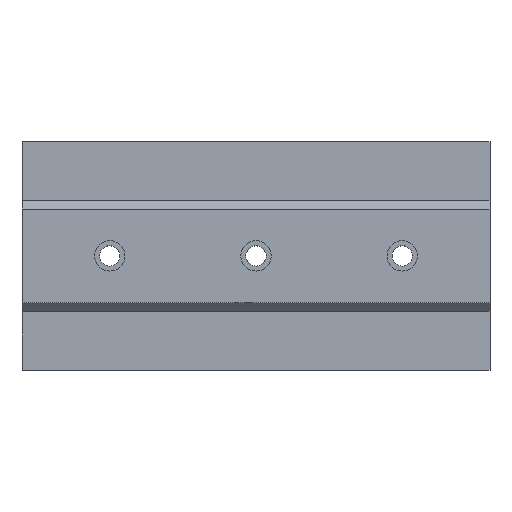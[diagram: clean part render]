
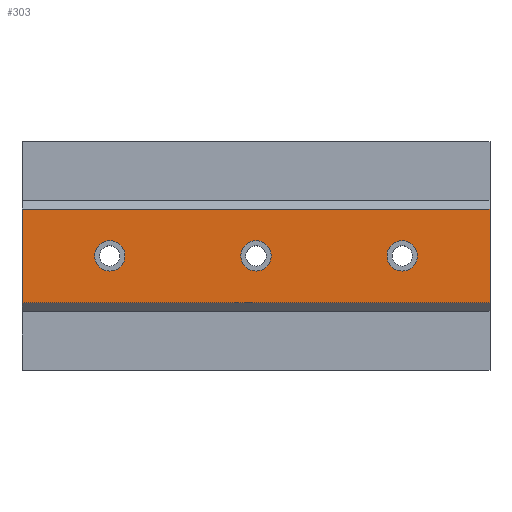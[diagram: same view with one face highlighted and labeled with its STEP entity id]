
A CAD part, top view. The second image highlights one B-rep face of the part: STEP entity #303.
In plain terms, the highlighted planar face has unit normal (0, 0, 1).
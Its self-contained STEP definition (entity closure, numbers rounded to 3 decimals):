
#19 = VERTEX_POINT ( 'NONE', #385 ) ;
#40 = EDGE_CURVE ( 'NONE', #859, #467, #636, .T. ) ;
#66 = DIRECTION ( 'NONE',  ( 1., 0., 0. ) ) ;
#75 = FACE_BOUND ( 'NONE', #250, .T. ) ;
#87 = AXIS2_PLACEMENT_3D ( 'NONE', #1369, #1505, #1138 ) ;
#125 = ORIENTED_EDGE ( 'NONE', *, *, #1375, .T. ) ;
#140 = LINE ( 'NONE', #1104, #510 ) ;
#167 = CARTESIAN_POINT ( 'NONE',  ( 0., -8., 16.3 ) ) ;
#206 = CARTESIAN_POINT ( 'NONE',  ( 80., 0., 16.3 ) ) ;
#218 = EDGE_LOOP ( 'NONE', ( #699, #627, #1285, #1272 ) ) ;
#229 = EDGE_CURVE ( 'NONE', #1060, #630, #1142, .T. ) ;
#248 = ORIENTED_EDGE ( 'NONE', *, *, #1274, .T. ) ;
#250 = EDGE_LOOP ( 'NONE', ( #125, #1236 ) ) ;
#259 = CIRCLE ( 'NONE', #1270, 2.6 ) ;
#267 = AXIS2_PLACEMENT_3D ( 'NONE', #861, #1332, #1316 ) ;
#274 = EDGE_CURVE ( 'NONE', #660, #1427, #1383, .T. ) ;
#303 = ADVANCED_FACE ( 'NONE', ( #75, #417, #1072, #1303 ), #1116, .T. ) ;
#335 = DIRECTION ( 'NONE',  ( -1., 0., 0. ) ) ;
#352 = VECTOR ( 'NONE', #1429, 1000. ) ;
#385 = CARTESIAN_POINT ( 'NONE',  ( 42.6, 0., 16.3 ) ) ;
#408 = CARTESIAN_POINT ( 'NONE',  ( 40., 0., 16.3 ) ) ;
#417 = FACE_BOUND ( 'NONE', #1428, .T. ) ;
#454 = AXIS2_PLACEMENT_3D ( 'NONE', #1306, #1071, #335 ) ;
#467 = VERTEX_POINT ( 'NONE', #1143 ) ;
#510 = VECTOR ( 'NONE', #742, 1000. ) ;
#603 = AXIS2_PLACEMENT_3D ( 'NONE', #1351, #623, #633 ) ;
#615 = DIRECTION ( 'NONE',  ( 0., 0., -1. ) ) ;
#623 = DIRECTION ( 'NONE',  ( 0., 0., 1. ) ) ;
#627 = ORIENTED_EDGE ( 'NONE', *, *, #40, .F. ) ;
#630 = VERTEX_POINT ( 'NONE', #1533 ) ;
#633 = DIRECTION ( 'NONE',  ( 1., 0., 0. ) ) ;
#636 = LINE ( 'NONE', #648, #967 ) ;
#646 = DIRECTION ( 'NONE',  ( 0., 0., -1. ) ) ;
#648 = CARTESIAN_POINT ( 'NONE',  ( 80., 8., 16.3 ) ) ;
#660 = VERTEX_POINT ( 'NONE', #1553 ) ;
#699 = ORIENTED_EDGE ( 'NONE', *, *, #724, .T. ) ;
#724 = EDGE_CURVE ( 'NONE', #1326, #467, #1421, .T. ) ;
#726 = CARTESIAN_POINT ( 'NONE',  ( 15., 0., 16.3 ) ) ;
#728 = CARTESIAN_POINT ( 'NONE',  ( 80., -8., 16.3 ) ) ;
#742 = DIRECTION ( 'NONE',  ( 0., 1., 0. ) ) ;
#749 = CIRCLE ( 'NONE', #803, 2.6 ) ;
#770 = LINE ( 'NONE', #1077, #352 ) ;
#793 = CARTESIAN_POINT ( 'NONE',  ( 67.6, 0., 16.3 ) ) ;
#803 = AXIS2_PLACEMENT_3D ( 'NONE', #408, #646, #901 ) ;
#805 = EDGE_CURVE ( 'NONE', #1427, #660, #259, .T. ) ;
#817 = ORIENTED_EDGE ( 'NONE', *, *, #805, .T. ) ;
#859 = VERTEX_POINT ( 'NONE', #1328 ) ;
#861 = CARTESIAN_POINT ( 'NONE',  ( 65., 0., 16.3 ) ) ;
#866 = EDGE_CURVE ( 'NONE', #1449, #859, #140, .T. ) ;
#884 = CARTESIAN_POINT ( 'NONE',  ( 37.4, 0., 16.3 ) ) ;
#901 = DIRECTION ( 'NONE',  ( -1., 0., 0. ) ) ;
#959 = EDGE_LOOP ( 'NONE', ( #248, #1032 ) ) ;
#967 = VECTOR ( 'NONE', #66, 1000. ) ;
#979 = CARTESIAN_POINT ( 'NONE',  ( 15., 0., 16.3 ) ) ;
#993 = ORIENTED_EDGE ( 'NONE', *, *, #274, .T. ) ;
#1032 = ORIENTED_EDGE ( 'NONE', *, *, #229, .T. ) ;
#1060 = VERTEX_POINT ( 'NONE', #793 ) ;
#1069 = VECTOR ( 'NONE', #1180, 1000. ) ;
#1071 = DIRECTION ( 'NONE',  ( 0., 0., -1. ) ) ;
#1072 = FACE_BOUND ( 'NONE', #959, .T. ) ;
#1077 = CARTESIAN_POINT ( 'NONE',  ( 80., -8., 16.3 ) ) ;
#1100 = DIRECTION ( 'NONE',  ( -1., 0., 0. ) ) ;
#1104 = CARTESIAN_POINT ( 'NONE',  ( 0., 0., 16.3 ) ) ;
#1116 = PLANE ( 'NONE',  #603 ) ;
#1138 = DIRECTION ( 'NONE',  ( -1., 0., 0. ) ) ;
#1142 = CIRCLE ( 'NONE', #267, 2.6 ) ;
#1143 = CARTESIAN_POINT ( 'NONE',  ( 80., 8., 16.3 ) ) ;
#1175 = AXIS2_PLACEMENT_3D ( 'NONE', #726, #1453, #1100 ) ;
#1178 = EDGE_CURVE ( 'NONE', #1449, #1326, #770, .T. ) ;
#1180 = DIRECTION ( 'NONE',  ( 0., 1., 0. ) ) ;
#1229 = DIRECTION ( 'NONE',  ( -1., 0., 0. ) ) ;
#1236 = ORIENTED_EDGE ( 'NONE', *, *, #1391, .T. ) ;
#1270 = AXIS2_PLACEMENT_3D ( 'NONE', #979, #615, #1229 ) ;
#1272 = ORIENTED_EDGE ( 'NONE', *, *, #1178, .T. ) ;
#1274 = EDGE_CURVE ( 'NONE', #630, #1060, #1459, .T. ) ;
#1285 = ORIENTED_EDGE ( 'NONE', *, *, #866, .F. ) ;
#1303 = FACE_OUTER_BOUND ( 'NONE', #218, .T. ) ;
#1306 = CARTESIAN_POINT ( 'NONE',  ( 65., 0., 16.3 ) ) ;
#1316 = DIRECTION ( 'NONE',  ( -1., 0., 0. ) ) ;
#1326 = VERTEX_POINT ( 'NONE', #728 ) ;
#1328 = CARTESIAN_POINT ( 'NONE',  ( 0., 8., 16.3 ) ) ;
#1332 = DIRECTION ( 'NONE',  ( 0., 0., -1. ) ) ;
#1351 = CARTESIAN_POINT ( 'NONE',  ( 80., 8., 16.3 ) ) ;
#1361 = CARTESIAN_POINT ( 'NONE',  ( 12.4, 0., 16.3 ) ) ;
#1369 = CARTESIAN_POINT ( 'NONE',  ( 40., 0., 16.3 ) ) ;
#1375 = EDGE_CURVE ( 'NONE', #1447, #19, #1538, .T. ) ;
#1383 = CIRCLE ( 'NONE', #1175, 2.6 ) ;
#1391 = EDGE_CURVE ( 'NONE', #19, #1447, #749, .T. ) ;
#1421 = LINE ( 'NONE', #206, #1069 ) ;
#1427 = VERTEX_POINT ( 'NONE', #1361 ) ;
#1428 = EDGE_LOOP ( 'NONE', ( #817, #993 ) ) ;
#1429 = DIRECTION ( 'NONE',  ( 1., 0., 0. ) ) ;
#1447 = VERTEX_POINT ( 'NONE', #884 ) ;
#1449 = VERTEX_POINT ( 'NONE', #167 ) ;
#1453 = DIRECTION ( 'NONE',  ( 0., 0., -1. ) ) ;
#1459 = CIRCLE ( 'NONE', #454, 2.6 ) ;
#1505 = DIRECTION ( 'NONE',  ( 0., 0., -1. ) ) ;
#1533 = CARTESIAN_POINT ( 'NONE',  ( 62.4, 0., 16.3 ) ) ;
#1538 = CIRCLE ( 'NONE', #87, 2.6 ) ;
#1553 = CARTESIAN_POINT ( 'NONE',  ( 17.6, 0., 16.3 ) ) ;
